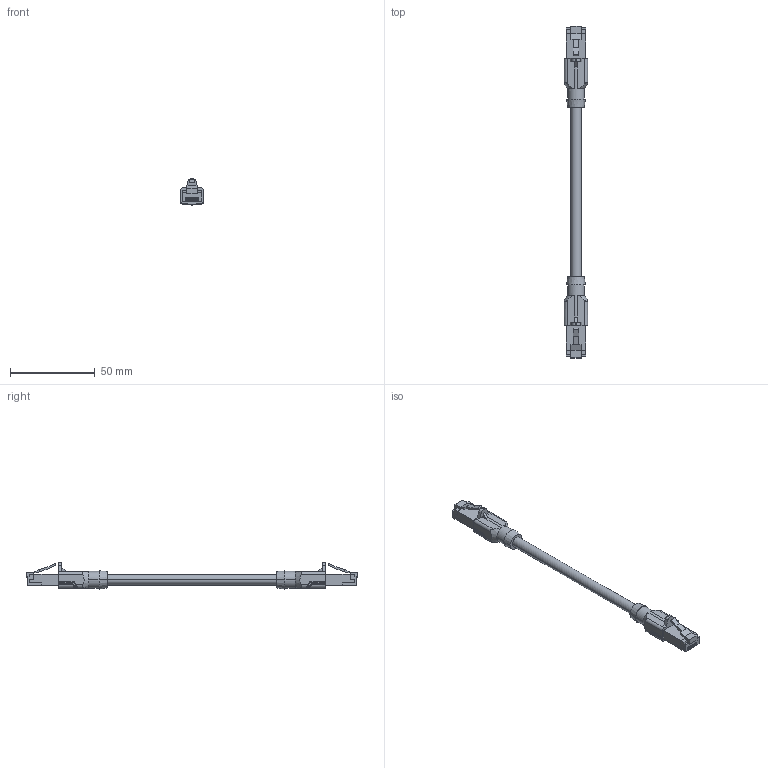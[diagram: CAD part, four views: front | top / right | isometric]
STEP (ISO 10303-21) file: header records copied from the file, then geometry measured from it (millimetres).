
FILE_DESCRIPTION(('Creo Elements/Direct Modeling STEP Export'),'2;1');
FILE_NAME('model.stp','2018-10-30T 8:21:46',(''),(''),'Creo Elements/Direct Modeling STEP processor for AP214 (Solid Model)','Creo Elements/Direct Modeling 18.1I 14-Aug-2016 (C) Parametric Technology GmbH','');
FILE_SCHEMA(('AUTOMOTIVE_DESIGN { 1 0 10303 214 1 1 1 1 }'));
Length unit declared in the file: millimetre
Products named in the file (1): NBC_R4AC...94Z_R4AC-select
Bounding box: 13.88 x 196.4 x 15.5 mm (x, y, z)
Volume: 12321.9 mm3; surface area: 6528.1 mm2
Topology: 1 solids, 1 shells, 316 faces, 934 edges, 626 vertices
Faces by surface type: plane 268, cylinder 40, cone 8
Entity records: 14338 total; most frequent: CARTESIAN_POINT 3505, ORIENTED_EDGE 1868, DIRECTION 1530, EDGE_CURVE 934, VECTOR 748, LINE 748, VERTEX_POINT 626, AXIS2_PLACEMENT_3D 391
